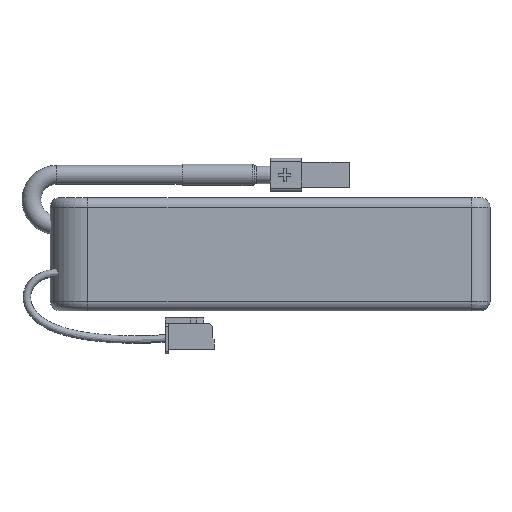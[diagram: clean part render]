
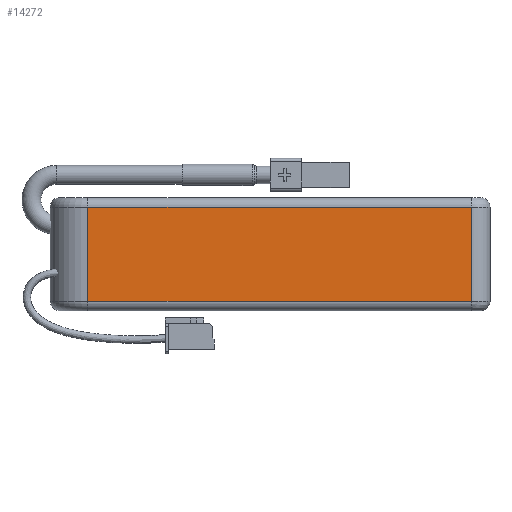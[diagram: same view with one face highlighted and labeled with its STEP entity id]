
A CAD part, front view. The second image highlights one B-rep face of the part: STEP entity #14272.
In plain terms, the highlighted planar face has unit normal (0, -1, 0).
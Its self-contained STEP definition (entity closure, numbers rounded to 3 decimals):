
#1940=LINE('',#28561,#3247);
#1942=LINE('',#28576,#3249);
#1944=LINE('',#28582,#3251);
#1945=LINE('',#28583,#3252);
#3247=VECTOR('',#19584,10.);
#3249=VECTOR('',#19592,10.);
#3251=VECTOR('',#19598,10.);
#3252=VECTOR('',#19599,10.);
#4000=PLANE('',#15669);
#4761=FACE_OUTER_BOUND('',#5585,.T.);
#5585=EDGE_LOOP('',(#13313,#13314,#13315,#13316));
#7403=VERTEX_POINT('',#28553);
#7405=VERTEX_POINT('',#28559);
#7406=VERTEX_POINT('',#28575);
#7408=VERTEX_POINT('',#28581);
#9383=EDGE_CURVE('',#7405,#7403,#1940,.T.);
#9387=EDGE_CURVE('',#7403,#7406,#1942,.T.);
#9390=EDGE_CURVE('',#7408,#7405,#1944,.T.);
#9391=EDGE_CURVE('',#7406,#7408,#1945,.T.);
#13313=ORIENTED_EDGE('',*,*,#9383,.F.);
#13314=ORIENTED_EDGE('',*,*,#9390,.F.);
#13315=ORIENTED_EDGE('',*,*,#9391,.F.);
#13316=ORIENTED_EDGE('',*,*,#9387,.F.);
#14272=ADVANCED_FACE('',(#4761),#4000,.T.);
#15669=AXIS2_PLACEMENT_3D('',#28580,#19596,#19597);
#19584=DIRECTION('',(-1.,0.,0.));
#19592=DIRECTION('',(0.,0.,1.));
#19596=DIRECTION('center_axis',(0.,-1.,0.));
#19597=DIRECTION('ref_axis',(1.,0.,0.));
#19598=DIRECTION('',(0.,0.,-1.));
#19599=DIRECTION('',(1.,0.,0.));
#28553=CARTESIAN_POINT('',(6.,-9.,1.5));
#28559=CARTESIAN_POINT('',(67.,-9.,1.5));
#28561=CARTESIAN_POINT('',(17.5,-9.,1.5));
#28575=CARTESIAN_POINT('',(6.,-9.,16.5));
#28576=CARTESIAN_POINT('',(6.,-9.,0.));
#28580=CARTESIAN_POINT('Origin',(0.,-9.,
0.));
#28581=CARTESIAN_POINT('',(67.,-9.,16.5));
#28582=CARTESIAN_POINT('',(67.,-9.,0.));
#28583=CARTESIAN_POINT('',(17.5,-9.,16.5));
